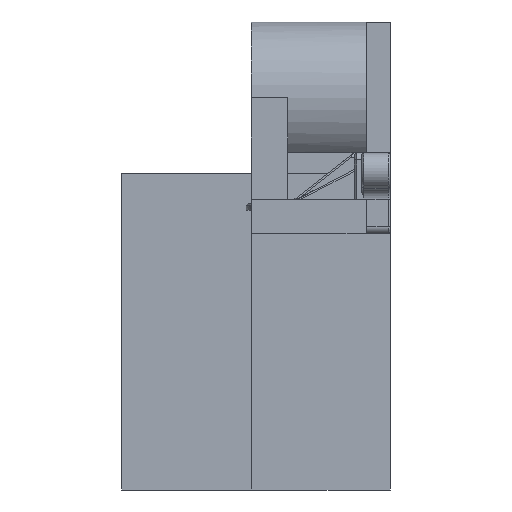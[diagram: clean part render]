
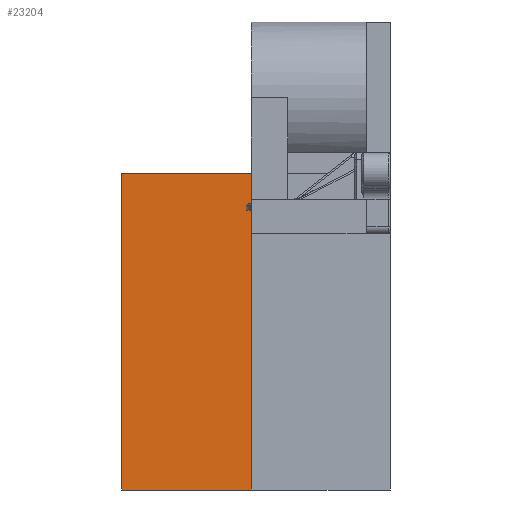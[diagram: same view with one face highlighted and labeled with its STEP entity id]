
A CAD part, left-side view. The second image highlights one B-rep face of the part: STEP entity #23204.
In plain terms, the highlighted planar face has unit normal (-1, 0, 0).
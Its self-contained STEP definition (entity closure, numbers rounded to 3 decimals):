
#464 = PLANE ( 'NONE',  #3070 ) ;
#2864 = CARTESIAN_POINT ( 'NONE',  ( -20.05, 37.232, -30.825 ) ) ;
#3070 = AXIS2_PLACEMENT_3D ( 'NONE', #7589, #30156, #7429 ) ;
#3431 = CARTESIAN_POINT ( 'NONE',  ( -20.05, 19.245, -30.825 ) ) ;
#3666 = CARTESIAN_POINT ( 'NONE',  ( -20.05, 19.245, 12.975 ) ) ;
#5082 = ORIENTED_EDGE ( 'NONE', *, *, #6015, .F. ) ;
#5195 = CARTESIAN_POINT ( 'NONE',  ( -20.05, 2.206, -30.825 ) ) ;
#5314 = DIRECTION ( 'NONE',  ( 0., -1., 0. ) ) ;
#6015 = EDGE_CURVE ( 'NONE', #8796, #14847, #20467, .T. ) ;
#7429 = DIRECTION ( 'NONE',  ( 0., 0., 1. ) ) ;
#7589 = CARTESIAN_POINT ( 'NONE',  ( -20.05, 2.206, -30.825 ) ) ;
#8796 = VERTEX_POINT ( 'NONE', #24654 ) ;
#10979 = EDGE_LOOP ( 'NONE', ( #16741, #27547, #30696, #5082 ) ) ;
#13309 = LINE ( 'NONE', #5195, #31607 ) ;
#14562 = EDGE_CURVE ( 'NONE', #32191, #19133, #22859, .T. ) ;
#14847 = VERTEX_POINT ( 'NONE', #22282 ) ;
#16741 = ORIENTED_EDGE ( 'NONE', *, *, #28990, .F. ) ;
#19133 = VERTEX_POINT ( 'NONE', #3666 ) ;
#20227 = LINE ( 'NONE', #28031, #21040 ) ;
#20467 = LINE ( 'NONE', #2864, #25559 ) ;
#20548 = CARTESIAN_POINT ( 'NONE',  ( -20.05, 19.245, -57.761 ) ) ;
#21040 = VECTOR ( 'NONE', #5314, 1000. ) ;
#21536 = EDGE_CURVE ( 'NONE', #14847, #19133, #20227, .T. ) ;
#22282 = CARTESIAN_POINT ( 'NONE',  ( -20.05, 37.232, 12.975 ) ) ;
#22859 = LINE ( 'NONE', #20548, #32077 ) ;
#23204 = ADVANCED_FACE ( 'NONE', ( #28155 ), #464, .T. ) ;
#24654 = CARTESIAN_POINT ( 'NONE',  ( -20.05, 37.232, -30.825 ) ) ;
#25559 = VECTOR ( 'NONE', #30899, 1000. ) ;
#27547 = ORIENTED_EDGE ( 'NONE', *, *, #14562, .T. ) ;
#28031 = CARTESIAN_POINT ( 'NONE',  ( -20.05, 37.232, 12.975 ) ) ;
#28155 = FACE_OUTER_BOUND ( 'NONE', #10979, .T. ) ;
#28402 = DIRECTION ( 'NONE',  ( 0., 1., 0. ) ) ;
#28990 = EDGE_CURVE ( 'NONE', #32191, #8796, #13309, .T. ) ;
#30156 = DIRECTION ( 'NONE',  ( -1., 0., 0. ) ) ;
#30313 = DIRECTION ( 'NONE',  ( 0., 0., 1. ) ) ;
#30696 = ORIENTED_EDGE ( 'NONE', *, *, #21536, .F. ) ;
#30899 = DIRECTION ( 'NONE',  ( 0., 0., 1. ) ) ;
#31607 = VECTOR ( 'NONE', #28402, 1000. ) ;
#32077 = VECTOR ( 'NONE', #30313, 1000. ) ;
#32191 = VERTEX_POINT ( 'NONE', #3431 ) ;
